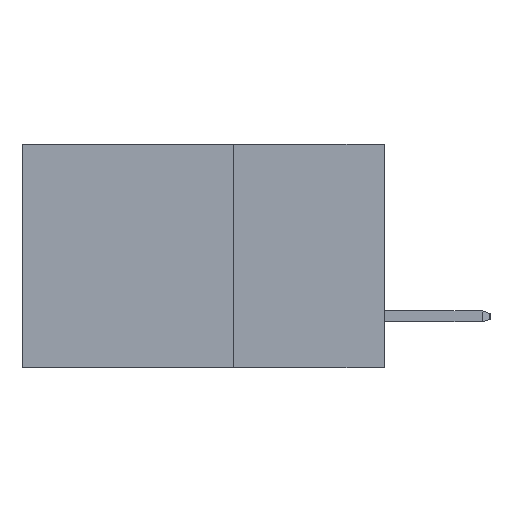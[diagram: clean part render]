
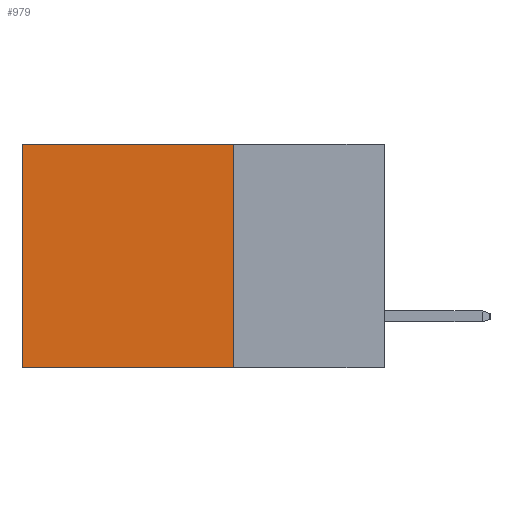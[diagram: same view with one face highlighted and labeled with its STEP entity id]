
A CAD part, left-side view. The second image highlights one B-rep face of the part: STEP entity #979.
In plain terms, the highlighted planar face has unit normal (-1, 0, 0).
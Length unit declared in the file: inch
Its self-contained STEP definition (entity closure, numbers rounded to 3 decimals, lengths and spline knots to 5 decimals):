
#33 = CARTESIAN_POINT ( 'NONE',  ( 0.298, 0.6, -0.37 ) ) ;
#49 = VERTEX_POINT ( 'NONE', #8931 ) ;
#671 = DIRECTION ( 'NONE',  ( 0., 0., -1. ) ) ;
#871 = DIRECTION ( 'NONE',  ( 0., 1., 0. ) ) ;
#979 = ADVANCED_FACE ( 'NONE', ( #1648 ), #1690, .F. ) ;
#1057 = CARTESIAN_POINT ( 'NONE',  ( 0.298, 0.25, 0. ) ) ;
#1648 = FACE_OUTER_BOUND ( 'NONE', #8058, .T. ) ;
#1690 = PLANE ( 'NONE',  #9371 ) ;
#1924 = DIRECTION ( 'NONE',  ( 1., 0., 0. ) ) ;
#2463 = EDGE_CURVE ( 'NONE', #3506, #7446, #13996, .T. ) ;
#2761 = DIRECTION ( 'NONE',  ( 0., 0., -1. ) ) ;
#2791 = ORIENTED_EDGE ( 'NONE', *, *, #2463, .F. ) ;
#2846 = LINE ( 'NONE', #5173, #8331 ) ;
#2893 = LINE ( 'NONE', #11778, #8046 ) ;
#3506 = VERTEX_POINT ( 'NONE', #12190 ) ;
#4221 = VERTEX_POINT ( 'NONE', #7760 ) ;
#5173 = CARTESIAN_POINT ( 'NONE',  ( 0.298, 0.25, 0. ) ) ;
#6405 = VECTOR ( 'NONE', #2761, 39.37008 ) ;
#7446 = VERTEX_POINT ( 'NONE', #33 ) ;
#7592 = CARTESIAN_POINT ( 'NONE',  ( 0.298, 0.25, -0.37 ) ) ;
#7760 = CARTESIAN_POINT ( 'NONE',  ( 0.298, 0.6, 0. ) ) ;
#7763 = ORIENTED_EDGE ( 'NONE', *, *, #9886, .F. ) ;
#8046 = VECTOR ( 'NONE', #871, 39.37008 ) ;
#8058 = EDGE_LOOP ( 'NONE', ( #8618, #2791, #7763, #10646 ) ) ;
#8233 = CARTESIAN_POINT ( 'NONE',  ( 0.298, 0.6, 0. ) ) ;
#8331 = VECTOR ( 'NONE', #671, 39.37008 ) ;
#8618 = ORIENTED_EDGE ( 'NONE', *, *, #11637, .T. ) ;
#8931 = CARTESIAN_POINT ( 'NONE',  ( 0.298, 0.25, 0. ) ) ;
#9371 = AXIS2_PLACEMENT_3D ( 'NONE', #1057, #1924, #12668 ) ;
#9886 = EDGE_CURVE ( 'NONE', #49, #3506, #2846, .T. ) ;
#10646 = ORIENTED_EDGE ( 'NONE', *, *, #13682, .T. ) ;
#11637 = EDGE_CURVE ( 'NONE', #4221, #7446, #12760, .T. ) ;
#11778 = CARTESIAN_POINT ( 'NONE',  ( 0.298, 0.25, 0. ) ) ;
#12190 = CARTESIAN_POINT ( 'NONE',  ( 0.298, 0.25, -0.37 ) ) ;
#12668 = DIRECTION ( 'NONE',  ( 0., 0., -1. ) ) ;
#12760 = LINE ( 'NONE', #8233, #6405 ) ;
#12912 = DIRECTION ( 'NONE',  ( 0., 1., 0. ) ) ;
#13324 = VECTOR ( 'NONE', #12912, 39.37008 ) ;
#13682 = EDGE_CURVE ( 'NONE', #49, #4221, #2893, .T. ) ;
#13996 = LINE ( 'NONE', #7592, #13324 ) ;
